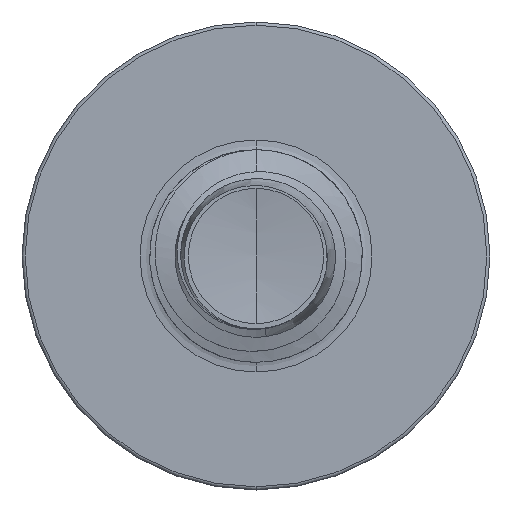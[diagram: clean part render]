
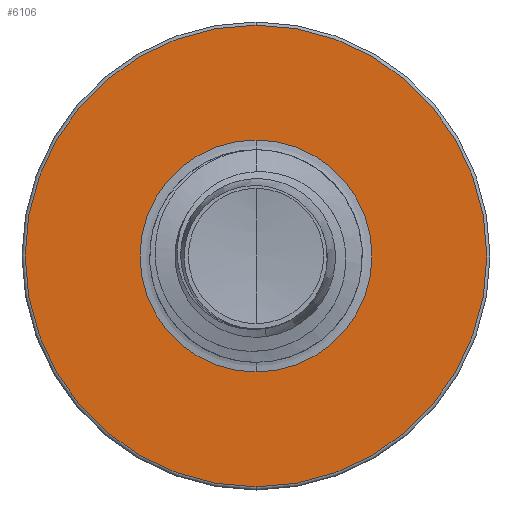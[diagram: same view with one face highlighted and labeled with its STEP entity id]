
A CAD part, front view. The second image highlights one B-rep face of the part: STEP entity #6106.
In plain terms, the highlighted planar face has unit normal (0, -1, 0).
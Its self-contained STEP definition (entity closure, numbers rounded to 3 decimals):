
#34 = CARTESIAN_POINT ( 'NONE',  ( 0., 5.5, 0. ) ) ;
#67 = EDGE_CURVE ( 'NONE', #17179, #8580, #8417, .T. ) ;
#669 = DIRECTION ( 'NONE',  ( 0., 0., 1. ) ) ;
#735 = AXIS2_PLACEMENT_3D ( 'NONE', #5580, #4801, #4779 ) ;
#1074 = ORIENTED_EDGE ( 'NONE', *, *, #16054, .F. ) ;
#1457 = ORIENTED_EDGE ( 'NONE', *, *, #16755, .T. ) ;
#1833 = ORIENTED_EDGE ( 'NONE', *, *, #16388, .T. ) ;
#1943 = DIRECTION ( 'NONE',  ( 0., 0., 1. ) ) ;
#2005 = FACE_BOUND ( 'NONE', #19526, .T. ) ;
#2223 = DIRECTION ( 'NONE',  ( 0., 0., 1. ) ) ;
#2581 = CARTESIAN_POINT ( 'NONE',  ( 0., 5.5, -1.363 ) ) ;
#4779 = DIRECTION ( 'NONE',  ( 0., 0., 1. ) ) ;
#4801 = DIRECTION ( 'NONE',  ( 0., 1., 0. ) ) ;
#4860 = PLANE ( 'NONE',  #735 ) ;
#5071 = CARTESIAN_POINT ( 'NONE',  ( 0., 5.5, 1.363 ) ) ;
#5580 = CARTESIAN_POINT ( 'NONE',  ( 0., 5.5, -1.363 ) ) ;
#6106 = ADVANCED_FACE ( 'NONE', ( #6964, #2005 ), #4860, .F. ) ;
#6964 = FACE_OUTER_BOUND ( 'NONE', #14446, .T. ) ;
#7354 = CARTESIAN_POINT ( 'NONE',  ( 0., 5.5, 0. ) ) ;
#7752 = DIRECTION ( 'NONE',  ( 0., 1., 0. ) ) ;
#7776 = CARTESIAN_POINT ( 'NONE',  ( 0., 5.5, 0. ) ) ;
#8417 = CIRCLE ( 'NONE', #17858, 2.713 ) ;
#8580 = VERTEX_POINT ( 'NONE', #16962 ) ;
#9121 = DIRECTION ( 'NONE',  ( 0., 0., 1. ) ) ;
#9748 = AXIS2_PLACEMENT_3D ( 'NONE', #18627, #11279, #669 ) ;
#10074 = CIRCLE ( 'NONE', #19531, 1.363 ) ;
#11279 = DIRECTION ( 'NONE',  ( 0., 1., 0. ) ) ;
#11376 = VERTEX_POINT ( 'NONE', #2581 ) ;
#12082 = VERTEX_POINT ( 'NONE', #5071 ) ;
#12282 = DIRECTION ( 'NONE',  ( 0., 1., 0. ) ) ;
#14446 = EDGE_LOOP ( 'NONE', ( #17050, #1074 ) ) ;
#14740 = CIRCLE ( 'NONE', #14880, 2.713 ) ;
#14880 = AXIS2_PLACEMENT_3D ( 'NONE', #7354, #17045, #9121 ) ;
#16054 = EDGE_CURVE ( 'NONE', #8580, #17179, #14740, .T. ) ;
#16388 = EDGE_CURVE ( 'NONE', #11376, #12082, #10074, .T. ) ;
#16755 = EDGE_CURVE ( 'NONE', #12082, #11376, #18538, .T. ) ;
#16869 = CARTESIAN_POINT ( 'NONE',  ( 0., 5.5, 2.713 ) ) ;
#16962 = CARTESIAN_POINT ( 'NONE',  ( 0., 5.5, -2.712 ) ) ;
#17045 = DIRECTION ( 'NONE',  ( 0., 1., 0. ) ) ;
#17050 = ORIENTED_EDGE ( 'NONE', *, *, #67, .F. ) ;
#17179 = VERTEX_POINT ( 'NONE', #16869 ) ;
#17858 = AXIS2_PLACEMENT_3D ( 'NONE', #7776, #7752, #2223 ) ;
#18538 = CIRCLE ( 'NONE', #9748, 1.363 ) ;
#18627 = CARTESIAN_POINT ( 'NONE',  ( 0., 5.5, 0. ) ) ;
#19526 = EDGE_LOOP ( 'NONE', ( #1457, #1833 ) ) ;
#19531 = AXIS2_PLACEMENT_3D ( 'NONE', #34, #12282, #1943 ) ;
